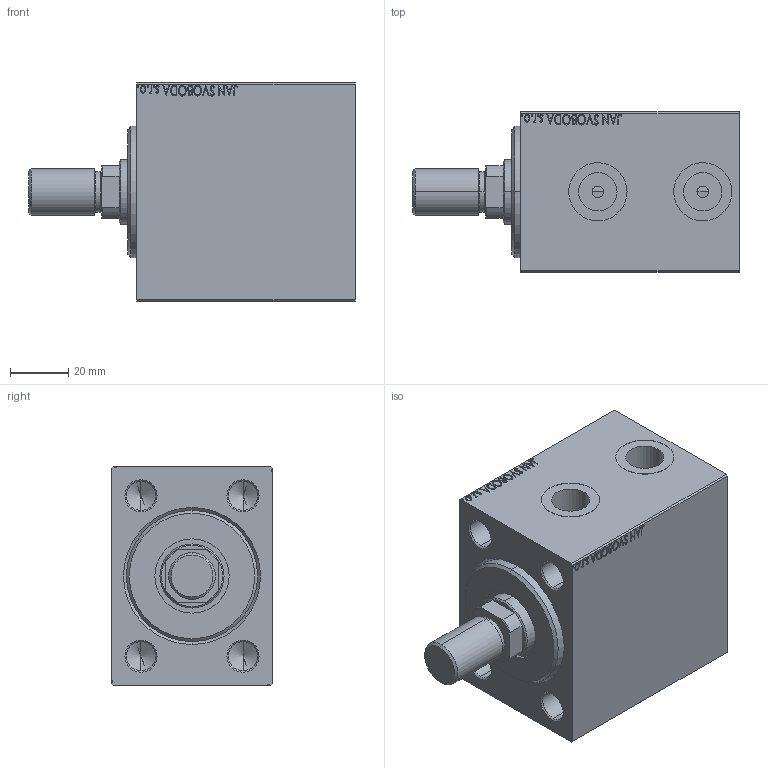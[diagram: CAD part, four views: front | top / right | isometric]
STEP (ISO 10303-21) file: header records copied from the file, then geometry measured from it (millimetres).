
FILE_DESCRIPTION (( 'STEP AP203' ), '1' );
FILE_NAME ('737a.STEP', '2021-03-19T08:22:01', ( '' ), ( '' ), 'SwSTEP 2.0', 'SolidWorks 2019', '' );
FILE_SCHEMA (( 'CONFIG_CONTROL_DESIGN' ));
Length unit declared in the file: millimetre
Products named in the file (5): V450CM_B_VCP db76ed2ff1956c87d8595c715dcdaef0; V450CM_VC_B db76ed2ff1956c87d8595c715dcdaef0; 737a; V450CM_MALE_METRIC db76ed2ff1956c87d8595c715dcdaef0; V450CM_B db76ed2ff1956c87d8595c715dcdaef0
Assembly tree (4 placements, depth 2):
  737a
    V450CM_B db76ed2ff1956c87d8595c715dcdaef0
    V450CM_B_VCP db76ed2ff1956c87d8595c715dcdaef0
    V450CM_VC_B db76ed2ff1956c87d8595c715dcdaef0
    V450CM_MALE_METRIC db76ed2ff1956c87d8595c715dcdaef0
Bounding box: 112 x 55 x 75 mm (x, y, z)
Volume: 290667.9 mm3; surface area: 59327.9 mm2
Topology: 4 solids, 4 shells, 909 faces, 2320 edges, 1517 vertices
Faces by surface type: plane 409, bspline 380, cylinder 70, cone 48, torus 2
Entity records: 45409 total; most frequent: CARTESIAN_POINT 25459, ORIENTED_EDGE 4604, DIRECTION 2764, EDGE_CURVE 2302, VERTEX_POINT 1517, VECTOR 1352, LINE 1352, EDGE_LOOP 1035
